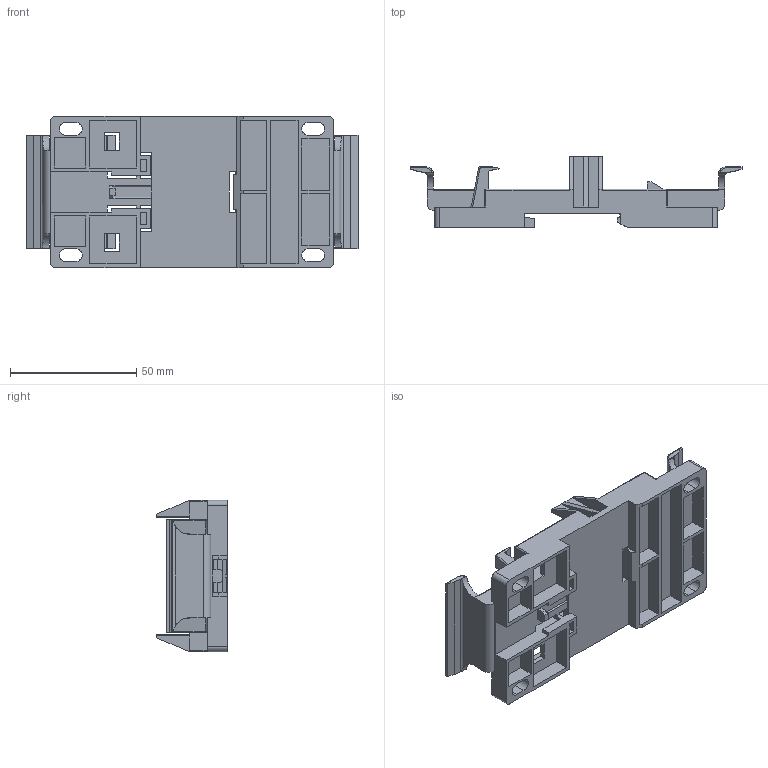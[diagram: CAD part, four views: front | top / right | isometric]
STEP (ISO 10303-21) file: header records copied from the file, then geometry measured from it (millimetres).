
FILE_DESCRIPTION((''),'2;1');
FILE_NAME('8024032500','2025-06-05T',('li.xiao'),(''),'PRO/ENGINEER BY PARAMETRIC TECHNOLOGY CORPORATION, 2017170','PRO/ENGINEER BY PARAMETRIC TECHNOLOGY CORPORATION, 2017170','');
FILE_SCHEMA(('CONFIG_CONTROL_DESIGN'));
Length unit declared in the file: millimetre
Products named in the file (1): 8024032500
Bounding box: 131.5 x 28 x 60 mm (x, y, z)
Volume: 36554.3 mm3; surface area: 36803.3 mm2
Topology: 1 solids, 1 shells, 885 faces, 2458 edges, 1626 vertices
Faces by surface type: plane 550, extrusion 261, cylinder 64, torus 6, bspline 4
Entity records: 29643 total; most frequent: CARTESIAN_POINT 7880, ORIENTED_EDGE 4916, DIRECTION 3529, EDGE_CURVE 2458, VECTOR 2045, LINE 1784, VERTEX_POINT 1626, EDGE_LOOP 958
